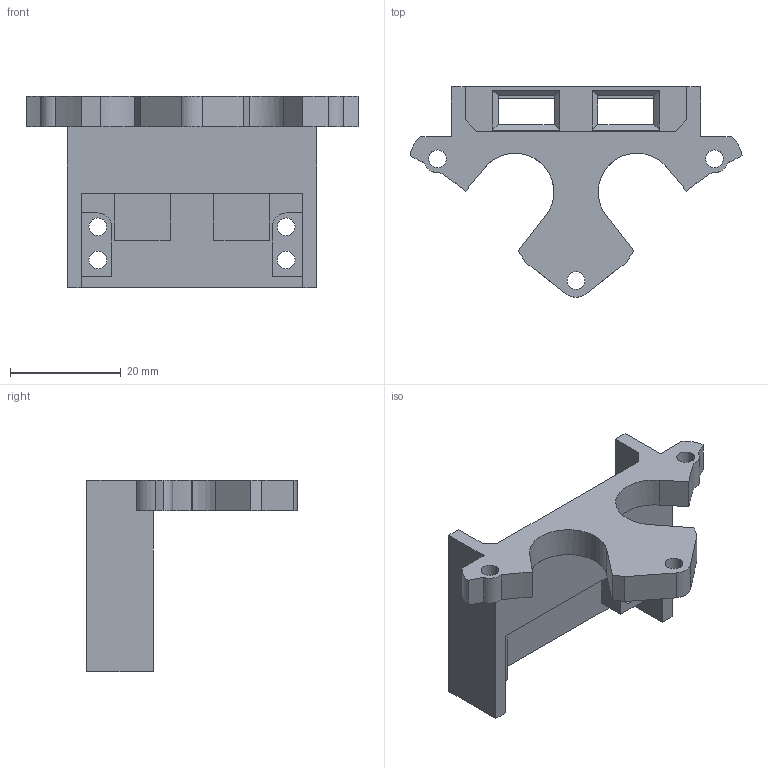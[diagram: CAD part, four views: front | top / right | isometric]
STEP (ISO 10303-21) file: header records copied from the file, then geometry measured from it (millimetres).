
FILE_DESCRIPTION (( 'STEP AP214' ), '1' );
FILE_NAME ('xt30·Öµç¼Ü.STEP', '2024-06-02T03:07:07', ( '' ), ( '' ), 'SwSTEP 2.0', 'SolidWorks 2021', '' );
FILE_SCHEMA (( 'AUTOMOTIVE_DESIGN' ));
Length unit declared in the file: millimetre
Products named in the file (1): xt30煦萇殤
Bounding box: 59.95 x 38 x 34.55 mm (x, y, z)
Volume: 9387.5 mm3; surface area: 7331.2 mm2
Topology: 1 solids, 1 shells, 83 faces, 239 edges, 156 vertices
Faces by surface type: plane 53, cylinder 30
Entity records: 2785 total; most frequent: CARTESIAN_POINT 479, ORIENTED_EDGE 478, DIRECTION 469, EDGE_CURVE 239, LINE 177, VECTOR 177, VERTEX_POINT 156, AXIS2_PLACEMENT_3D 146
